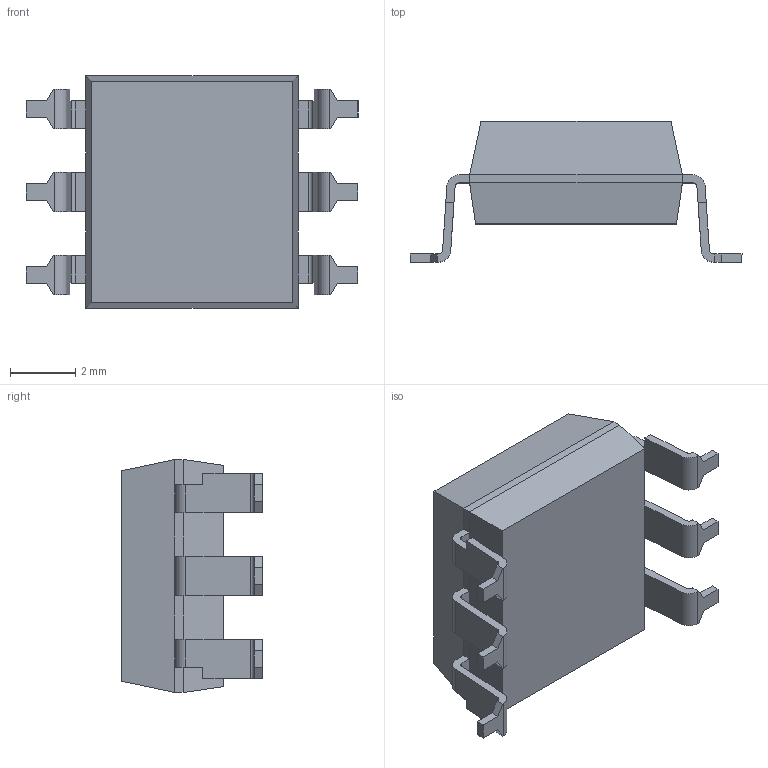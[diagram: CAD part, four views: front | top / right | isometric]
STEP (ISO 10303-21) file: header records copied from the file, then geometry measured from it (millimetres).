
FILE_DESCRIPTION (( 'STEP AP203' ), '1' );
FILE_NAME ('Option M Type 6 PIN.STEP', '2014-09-26T01:43:52', ( 'demo' ), ( '' ), 'SwSTEP 2.0', 'SolidWorks 2010', '' );
FILE_SCHEMA (( 'CONFIG_CONTROL_DESIGN' ));
Length unit declared in the file: millimetre
Products named in the file (1): Option M Type 6 PIN
Bounding box: 10.15 x 4.3 x 7.12 mm (x, y, z)
Volume: 140 mm3; surface area: 221.6 mm2
Topology: 1 solids, 1 shells, 133 faces, 358 edges, 228 vertices
Faces by surface type: plane 107, cylinder 26
Entity records: 4165 total; most frequent: CARTESIAN_POINT 720, ORIENTED_EDGE 716, DIRECTION 678, EDGE_CURVE 358, LINE 306, VECTOR 306, VERTEX_POINT 228, AXIS2_PLACEMENT_3D 186
